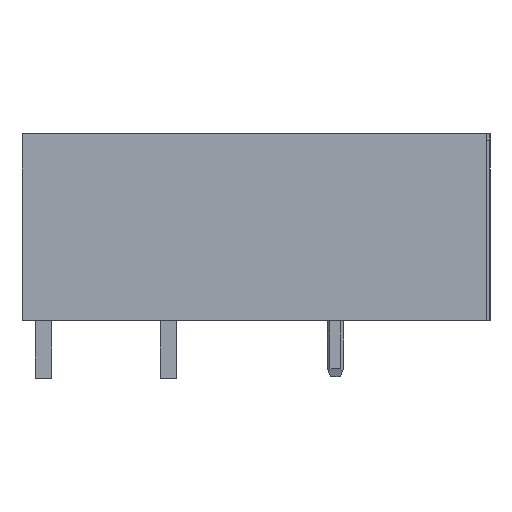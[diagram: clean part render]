
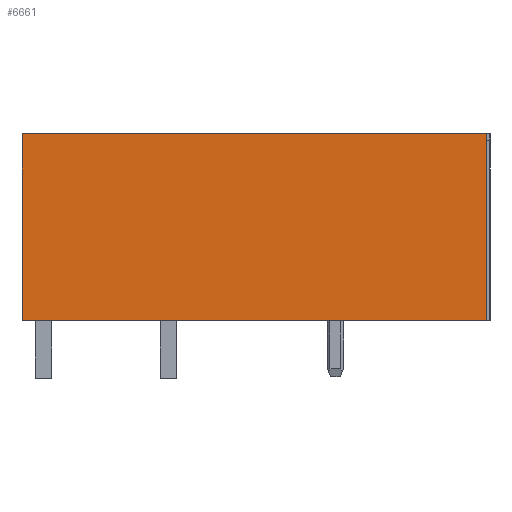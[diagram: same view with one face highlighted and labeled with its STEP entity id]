
A CAD part, left-side view. The second image highlights one B-rep face of the part: STEP entity #6661.
In plain terms, the highlighted planar face has unit normal (-1, 0, 0).
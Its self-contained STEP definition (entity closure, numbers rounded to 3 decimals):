
#6648=AXIS2_PLACEMENT_3D('Plane Axis2P3D',#6645,#6646,#6647) ;
#353=CARTESIAN_POINT('Vertex',(0.,28.538,14.9)) ;
#356=CARTESIAN_POINT('Line Origine',(0.,14.388,14.9)) ;
#360=CARTESIAN_POINT('Vertex',(0.,0.238,14.9)) ;
#736=CARTESIAN_POINT('Line Origine',(0.,0.238,9.2)) ;
#740=CARTESIAN_POINT('Vertex',(0.,0.238,3.5)) ;
#2158=CARTESIAN_POINT('Line Origine',(0.,14.388,3.5)) ;
#2162=CARTESIAN_POINT('Vertex',(0.,28.538,3.5)) ;
#6645=CARTESIAN_POINT('Axis2P3D Location',(0.,16.038,14.8)) ;
#6650=CARTESIAN_POINT('Line Origine',(0.,28.538,9.2)) ;
#357=DIRECTION('Vector Direction',(0.,1.,0.)) ;
#737=DIRECTION('Vector Direction',(0.,0.,1.)) ;
#2159=DIRECTION('Vector Direction',(0.,-1.,0.)) ;
#6646=DIRECTION('Axis2P3D Direction',(-1.,0.,0.)) ;
#6647=DIRECTION('Axis2P3D XDirection',(0.,0.,-1.)) ;
#6651=DIRECTION('Vector Direction',(0.,0.,-1.)) ;
#358=VECTOR('Line Direction',#357,1.) ;
#738=VECTOR('Line Direction',#737,1.) ;
#2160=VECTOR('Line Direction',#2159,1.) ;
#6652=VECTOR('Line Direction',#6651,1.) ;
#6656=ORIENTED_EDGE('',*,*,#742,.T.) ;
#6657=ORIENTED_EDGE('',*,*,#362,.T.) ;
#6658=ORIENTED_EDGE('',*,*,#6654,.T.) ;
#6659=ORIENTED_EDGE('',*,*,#2164,.T.) ;
#6661=ADVANCED_FACE('HOUSING',(#6660),#6649,.T.) ;
#362=EDGE_CURVE('',#361,#354,#359,.T.) ;
#742=EDGE_CURVE('',#741,#361,#739,.T.) ;
#2164=EDGE_CURVE('',#2163,#741,#2161,.T.) ;
#6654=EDGE_CURVE('',#354,#2163,#6653,.T.) ;
#6655=EDGE_LOOP('',(#6656,#6657,#6658,#6659)) ;
#6660=FACE_OUTER_BOUND('',#6655,.T.) ;
#359=LINE('Line',#356,#358) ;
#739=LINE('Line',#736,#738) ;
#2161=LINE('Line',#2158,#2160) ;
#6653=LINE('Line',#6650,#6652) ;
#6649=PLANE('',#6648) ;
#354=VERTEX_POINT('',#353) ;
#361=VERTEX_POINT('',#360) ;
#741=VERTEX_POINT('',#740) ;
#2163=VERTEX_POINT('',#2162) ;
